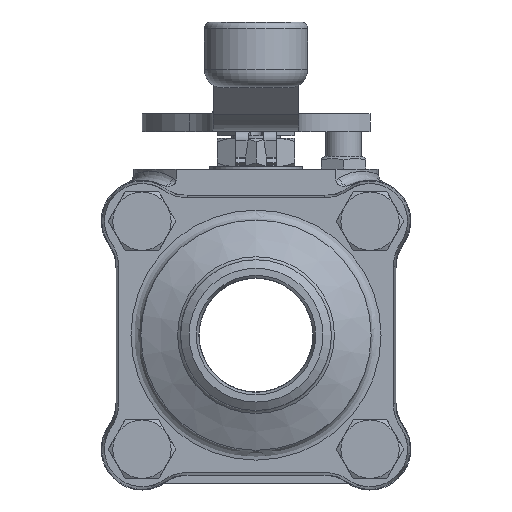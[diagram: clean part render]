
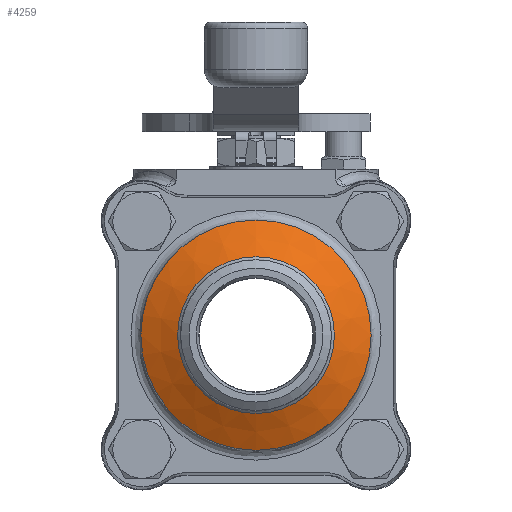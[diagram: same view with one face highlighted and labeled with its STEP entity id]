
A CAD part, front view. The second image highlights one B-rep face of the part: STEP entity #4259.
In plain terms, the highlighted conical face has half-angle 64 degrees and reference radius 21.219 mm.
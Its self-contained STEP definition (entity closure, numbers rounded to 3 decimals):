
#4225=CARTESIAN_POINT('',(0.0,21.871,17.461));
#4226=VERTEX_POINT('',#4225);
#4227=CARTESIAN_POINT('',(0.,21.871,0.0));
#4228=DIRECTION('',(0.0,1.0,0.0));
#4229=DIRECTION('',(0.0,0.0,-1.0));
#4230=AXIS2_PLACEMENT_3D('',#4227,#4228,#4229);
#4231=CIRCLE('',#4230,17.461);
#4232=EDGE_CURVE('',#4226,#4226,#4231,.T.);
#4240=CARTESIAN_POINT('',(0.0,20.039,0.0));
#4241=DIRECTION('',(0.0,-1.0,0.0));
#4242=DIRECTION('',(0.0,0.0,1.0));
#4243=AXIS2_PLACEMENT_3D('',#4240,#4241,#4242);
#4244=CONICAL_SURFACE('',#4243,21.219,64.);
#4245=CARTESIAN_POINT('',(0.0,17.877,25.65));
#4246=VERTEX_POINT('',#4245);
#4247=CARTESIAN_POINT('',(0.0,17.877,0.0));
#4248=DIRECTION('',(0.0,1.0,0.0));
#4249=DIRECTION('',(0.0,0.0,1.0));
#4250=AXIS2_PLACEMENT_3D('',#4247,#4248,#4249);
#4251=CIRCLE('',#4250,25.65);
#4252=EDGE_CURVE('',#4246,#4246,#4251,.T.);
#4253=ORIENTED_EDGE('',*,*,#4252,.T.);
#4254=EDGE_LOOP('',(#4253));
#4255=FACE_OUTER_BOUND('',#4254,.T.);
#4256=ORIENTED_EDGE('',*,*,#4232,.F.);
#4257=EDGE_LOOP('',(#4256));
#4258=FACE_BOUND('',#4257,.T.);
#4259=ADVANCED_FACE('',(#4255,#4258),#4244,.T.);
